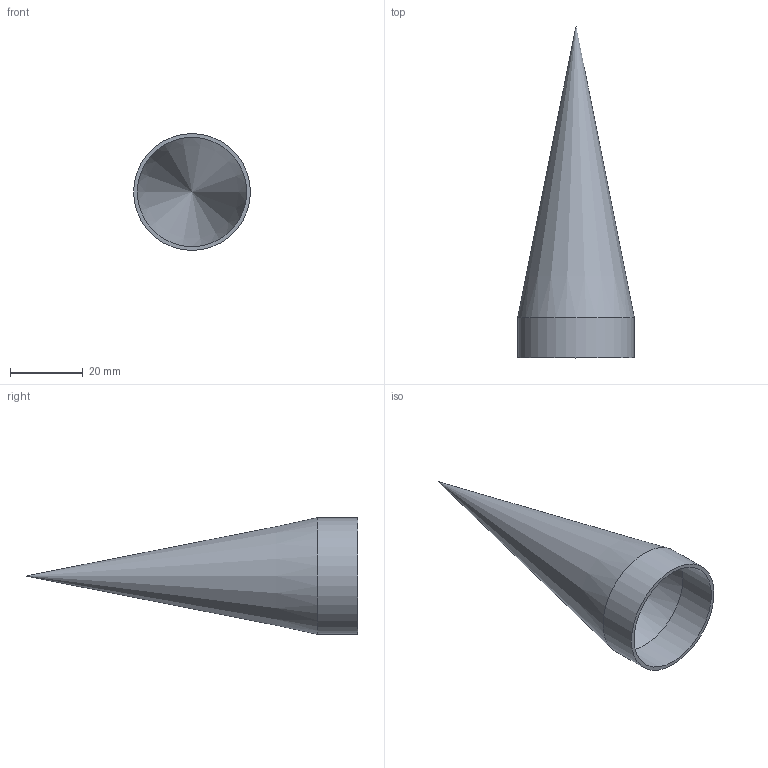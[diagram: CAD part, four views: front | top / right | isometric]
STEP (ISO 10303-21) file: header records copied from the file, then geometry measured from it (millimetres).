
FILE_DESCRIPTION(/* description */ (''),/* implementation_level */ '2;1');
FILE_NAME(/* name */ 'Головной обтекатель.stp',/* time_stamp */ '2018-04-14T00:28:38+03:00',/* author */ ('Arseny Radushin'),/* organization */ (''),/* preprocessor_version */ 'ST-DEVELOPER v16.5',/* originating_system */ 'Autodesk Inventor 2017',/* authorisation */ '');
FILE_SCHEMA (('AUTOMOTIVE_DESIGN { 1 0 10303 214 3 1 1 }'));
Length unit declared in the file: millimetre
Products named in the file (1): Головной \X2\043E04310442

Bounding box: 32 x 91 x 32 mm (x, y, z)
Volume: 4846.4 mm3; surface area: 9945.1 mm2
Topology: 1 solids, 1 shells, 5 faces, 11 edges, 7 vertices
Faces by surface type: cone 2, cylinder 2, plane 1
Full cylindrical faces by diameter (mm): 30 x1, 32 x1
Entity records: 134 total; most frequent: DIRECTION 22, CARTESIAN_POINT 15, AXIS2_PLACEMENT_3D 11, EDGE_LOOP 8, ORIENTED_EDGE 8, FACE_OUTER_BOUND 5, CIRCLE 5, ADVANCED_FACE 5
